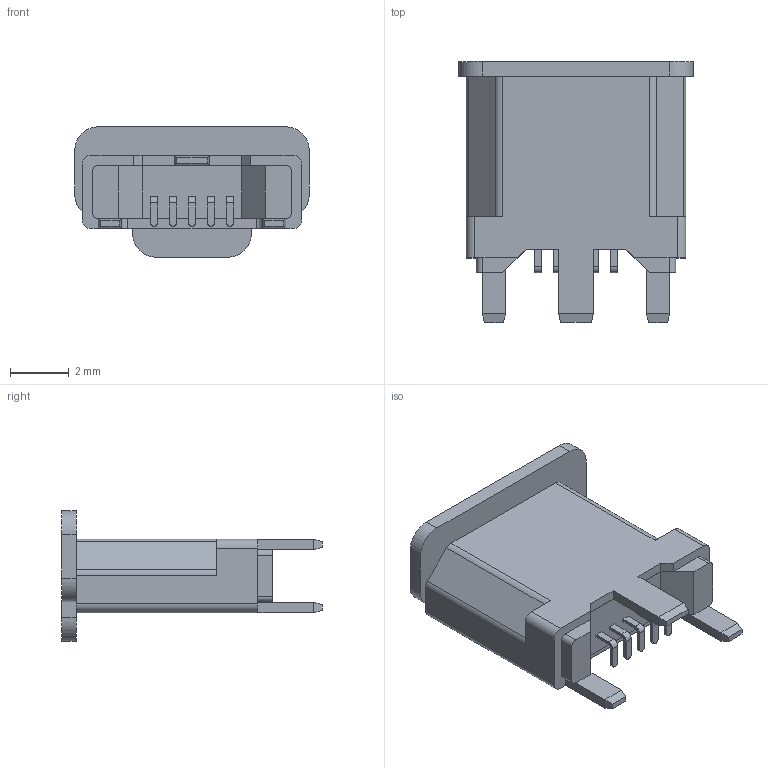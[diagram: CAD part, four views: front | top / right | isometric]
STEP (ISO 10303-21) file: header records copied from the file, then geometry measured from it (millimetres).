
FILE_DESCRIPTION (( 'STEP AP214' ), '1' );
FILE_NAME ('GMCB05B11124H1EU.STEP', '2022-07-14T15:32:41', ( '' ), ( '' ), 'SwSTEP 2.0', 'SolidWorks 2021', '' );
FILE_SCHEMA (( 'AUTOMOTIVE_DESIGN' ));
Length unit declared in the file: millimetre
Products named in the file (4): GMCB05B11124H1EU-Housing; GMCB05B11124H1EU-Shell; GMCB05B11124H1EU; GMCB05B11124H1EU-Pin
Assembly tree (7 placements, depth 2):
  GMCB05B11124H1EU
    GMCB05B11124H1EU-Housing
    GMCB05B11124H1EU-Pin  x5
    GMCB05B11124H1EU-Shell
Bounding box: 8 x 8.9 x 4.45 mm (x, y, z)
Volume: 126 mm3; surface area: 278.4 mm2
Topology: 7 solids, 7 shells, 143 faces, 369 edges, 240 vertices
Faces by surface type: plane 99, cylinder 44
Entity records: 3402 total; most frequent: CARTESIAN_POINT 538, DIRECTION 537, ORIENTED_EDGE 522, EDGE_CURVE 261, LINE 203, VECTOR 203, VERTEX_POINT 168, AXIS2_PLACEMENT_3D 167
